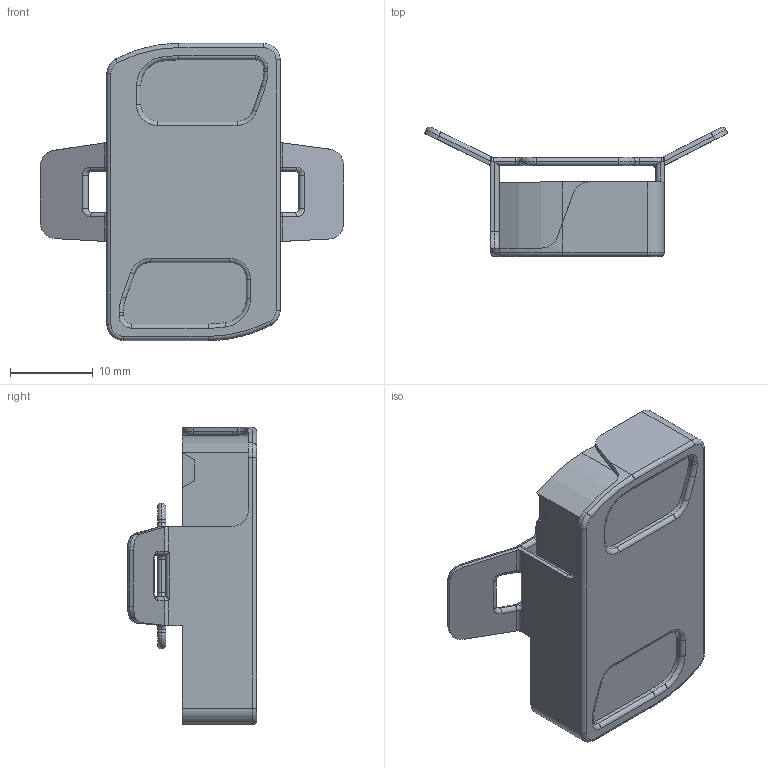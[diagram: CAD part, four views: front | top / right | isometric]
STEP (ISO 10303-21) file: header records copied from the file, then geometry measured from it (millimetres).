
FILE_DESCRIPTION (( 'STEP AP203' ), '1' );
FILE_NAME ('3D-R6640_M10_173486840.STEP', '2024-08-28T10:55:43', ( '' ), ( '' ), 'SwSTEP 2.0', 'SolidWorks 2024', '' );
FILE_SCHEMA (( 'CONFIG_CONTROL_DESIGN' ));
Length unit declared in the file: millimetre
Products named in the file (1): 3D-R6640_M10_173486840
Bounding box: 36.78 x 15.66 x 36 mm (x, y, z)
Volume: 5729.7 mm3; surface area: 5780.7 mm2
Topology: 2 solids, 2 shells, 360 faces, 921 edges, 564 vertices
Faces by surface type: plane 136, cylinder 135, torus 61, bspline 28
Entity records: 12729 total; most frequent: CARTESIAN_POINT 4169, ORIENTED_EDGE 1832, DIRECTION 1751, EDGE_CURVE 916, AXIS2_PLACEMENT_3D 623, VERTEX_POINT 564, VECTOR 505, LINE 505
